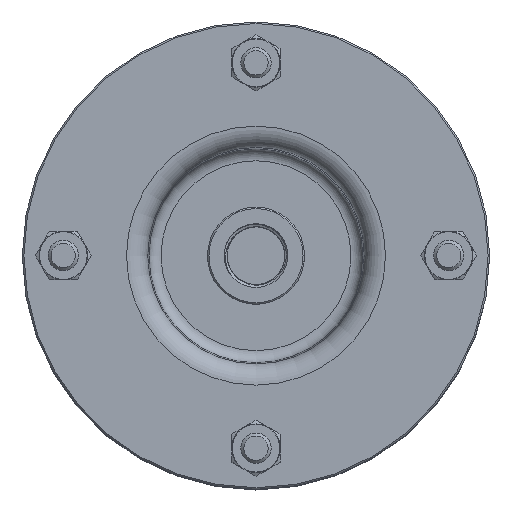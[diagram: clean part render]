
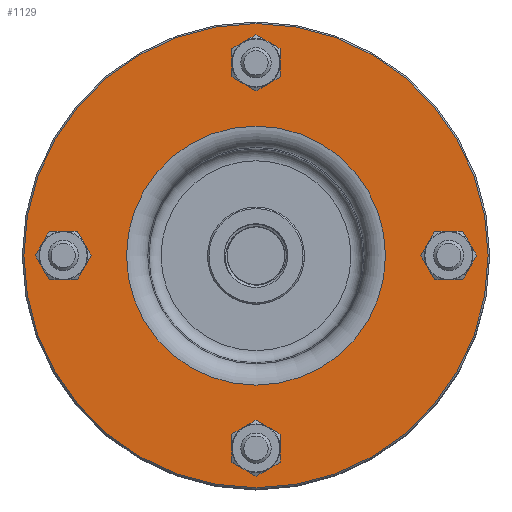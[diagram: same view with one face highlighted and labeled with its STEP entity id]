
A CAD part, top view. The second image highlights one B-rep face of the part: STEP entity #1129.
In plain terms, the highlighted planar face has unit normal (0, 0, 1).
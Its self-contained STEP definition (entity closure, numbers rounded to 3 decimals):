
#1129=ADVANCED_FACE('',(#1571,#1572,#1573,#1574,#1575,#1576),#1391,.T.);
#1391=PLANE('',#4930);
#1571=FACE_BOUND('',#2030,.T.);
#1572=FACE_BOUND('',#2031,.T.);
#1573=FACE_BOUND('',#2032,.T.);
#1574=FACE_BOUND('',#2033,.T.);
#1575=FACE_BOUND('',#2034,.T.);
#1576=FACE_BOUND('',#2035,.T.);
#2030=EDGE_LOOP('',(#2832));
#2031=EDGE_LOOP('',(#2833));
#2032=EDGE_LOOP('',(#2834));
#2033=EDGE_LOOP('',(#2835));
#2034=EDGE_LOOP('',(#2836));
#2035=EDGE_LOOP('',(#2837));
#2832=ORIENTED_EDGE('',*,*,#4078,.T.);
#2833=ORIENTED_EDGE('',*,*,#4079,.F.);
#2834=ORIENTED_EDGE('',*,*,#4080,.F.);
#2835=ORIENTED_EDGE('',*,*,#4081,.F.);
#2836=ORIENTED_EDGE('',*,*,#4082,.F.);
#2837=ORIENTED_EDGE('',*,*,#4083,.F.);
#3616=VERTEX_POINT('',#7453);
#3617=VERTEX_POINT('',#7455);
#3618=VERTEX_POINT('',#7457);
#3619=VERTEX_POINT('',#7459);
#3620=VERTEX_POINT('',#7461);
#3621=VERTEX_POINT('',#7463);
#4078=EDGE_CURVE('',#3616,#3616,#4497,.T.);
#4079=EDGE_CURVE('',#3617,#3617,#4498,.T.);
#4080=EDGE_CURVE('',#3618,#3618,#4499,.T.);
#4081=EDGE_CURVE('',#3619,#3619,#4500,.T.);
#4082=EDGE_CURVE('',#3620,#3620,#4501,.T.);
#4083=EDGE_CURVE('',#3621,#3621,#4502,.T.);
#4497=CIRCLE('',#4924,76.5);
#4498=CIRCLE('',#4925,5.75);
#4499=CIRCLE('',#4926,5.75);
#4500=CIRCLE('',#4927,5.75);
#4501=CIRCLE('',#4928,5.75);
#4502=CIRCLE('',#4929,42.67);
#4924=AXIS2_PLACEMENT_3D('',#7452,#5828,#5829);
#4925=AXIS2_PLACEMENT_3D('',#7454,#5830,#5831);
#4926=AXIS2_PLACEMENT_3D('',#7456,#5832,#5833);
#4927=AXIS2_PLACEMENT_3D('',#7458,#5834,#5835);
#4928=AXIS2_PLACEMENT_3D('',#7460,#5836,#5837);
#4929=AXIS2_PLACEMENT_3D('',#7462,#5838,#5839);
#4930=AXIS2_PLACEMENT_3D('',#7464,#5840,#5841);
#5828=DIRECTION('',(0.,0.,1.));
#5829=DIRECTION('',(1.,0.,0.));
#5830=DIRECTION('',(0.,0.,1.));
#5831=DIRECTION('',(1.,0.,0.));
#5832=DIRECTION('',(0.,0.,1.));
#5833=DIRECTION('',(1.,0.,0.));
#5834=DIRECTION('',(0.,0.,1.));
#5835=DIRECTION('',(1.,0.,0.));
#5836=DIRECTION('',(0.,0.,1.));
#5837=DIRECTION('',(1.,0.,0.));
#5838=DIRECTION('',(0.,0.,1.));
#5839=DIRECTION('',(1.,0.,0.));
#5840=DIRECTION('',(0.,0.,1.));
#5841=DIRECTION('',(1.,0.,0.));
#7452=CARTESIAN_POINT('',(0.,0.,129.9));
#7453=CARTESIAN_POINT('',(76.5,0.,129.9));
#7454=CARTESIAN_POINT('',(0.,-63.5,129.9));
#7455=CARTESIAN_POINT('',(5.75,-63.5,129.9));
#7456=CARTESIAN_POINT('',(-63.5,0.,129.9));
#7457=CARTESIAN_POINT('',(-57.75,0.,129.9));
#7458=CARTESIAN_POINT('',(0.,63.5,129.9));
#7459=CARTESIAN_POINT('',(5.75,63.5,129.9));
#7460=CARTESIAN_POINT('',(63.5,0.,129.9));
#7461=CARTESIAN_POINT('',(69.25,0.,129.9));
#7462=CARTESIAN_POINT('',(0.,0.,129.9));
#7463=CARTESIAN_POINT('',(42.67,0.,129.9));
#7464=CARTESIAN_POINT('',(42.67,0.,129.9));
